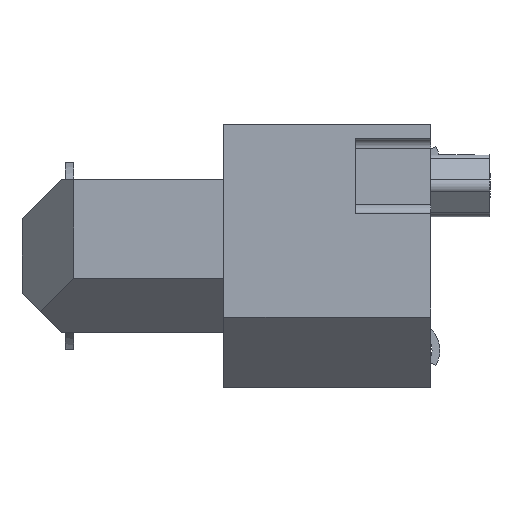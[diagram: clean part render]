
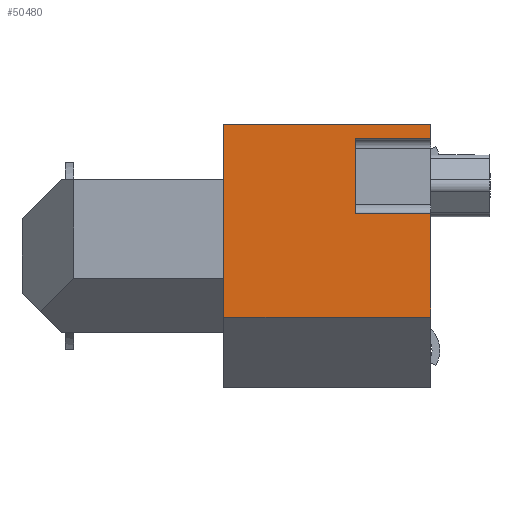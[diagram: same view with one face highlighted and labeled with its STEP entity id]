
A CAD part, left-side view. The second image highlights one B-rep face of the part: STEP entity #50480.
In plain terms, the highlighted planar face has unit normal (-1, 0, 0).
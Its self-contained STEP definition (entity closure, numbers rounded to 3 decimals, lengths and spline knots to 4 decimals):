
#1439=LINE('',#70268,#6862);
#1443=LINE('',#70280,#6866);
#1469=LINE('',#70371,#6892);
#1470=LINE('',#70373,#6893);
#1471=LINE('',#70375,#6894);
#1472=LINE('',#70377,#6895);
#1473=LINE('',#70378,#6896);
#1474=LINE('',#70380,#6897);
#6862=VECTOR('',#56959,1000.);
#6866=VECTOR('',#56967,1000.);
#6892=VECTOR('',#57035,1000.);
#6893=VECTOR('',#57036,1000.);
#6894=VECTOR('',#57037,1000.);
#6895=VECTOR('',#57038,1000.);
#6896=VECTOR('',#57039,1000.);
#6897=VECTOR('',#57040,1000.);
#12341=ORIENTED_EDGE('',*,*,#26773,.F.);
#12342=ORIENTED_EDGE('',*,*,#26721,.T.);
#12343=ORIENTED_EDGE('',*,*,#26774,.F.);
#12344=ORIENTED_EDGE('',*,*,#26775,.F.);
#12345=ORIENTED_EDGE('',*,*,#26776,.T.);
#12346=ORIENTED_EDGE('',*,*,#26727,.T.);
#12347=ORIENTED_EDGE('',*,*,#26777,.F.);
#12348=ORIENTED_EDGE('',*,*,#26778,.T.);
#26721=EDGE_CURVE('',#33938,#33937,#1439,.T.);
#26727=EDGE_CURVE('',#33944,#33943,#1443,.T.);
#26773=EDGE_CURVE('',#33938,#33988,#1469,.T.);
#26774=EDGE_CURVE('',#33989,#33937,#1470,.T.);
#26775=EDGE_CURVE('',#33990,#33989,#1471,.T.);
#26776=EDGE_CURVE('',#33990,#33944,#1472,.T.);
#26777=EDGE_CURVE('',#33991,#33943,#1473,.T.);
#26778=EDGE_CURVE('',#33991,#33988,#1474,.T.);
#33937=VERTEX_POINT('',#70267);
#33938=VERTEX_POINT('',#70269);
#33943=VERTEX_POINT('',#70279);
#33944=VERTEX_POINT('',#70281);
#33988=VERTEX_POINT('',#70372);
#33989=VERTEX_POINT('',#70374);
#33990=VERTEX_POINT('',#70376);
#33991=VERTEX_POINT('',#70379);
#39961=EDGE_LOOP('',(#12341,#12342,#12343,#12344,#12345,#12346,#12347,#12348));
#42468=FACE_BOUND('',#39961,.T.);
#44971=PLANE('',#53013);
#50480=ADVANCED_FACE('',(#42468),#44971,.F.);
#53013=AXIS2_PLACEMENT_3D('',#70370,#57033,#57034);
#56959=DIRECTION('',(0.,0.,1.));
#56967=DIRECTION('',(0.,0.,1.));
#57033=DIRECTION('',(1.,0.,0.));
#57034=DIRECTION('',(0.,0.,-1.));
#57035=DIRECTION('',(0.,1.,0.));
#57036=DIRECTION('',(0.,-1.,0.));
#57037=DIRECTION('',(0.,0.,1.));
#57038=DIRECTION('',(0.,-1.,0.));
#57039=DIRECTION('',(0.,-1.,0.));
#57040=DIRECTION('',(0.,0.,1.));
#70267=CARTESIAN_POINT('',(-15.,0.,2.8));
#70268=CARTESIAN_POINT('',(-15.,0.,-1.3));
#70269=CARTESIAN_POINT('',(-15.,0.,2.5));
#70279=CARTESIAN_POINT('',(-15.,0.,0.9));
#70280=CARTESIAN_POINT('',(-15.,0.,-1.3));
#70281=CARTESIAN_POINT('',(-15.,0.,-1.3));
#70370=CARTESIAN_POINT('',(-15.,4.405,-1.3));
#70371=CARTESIAN_POINT('',(-15.,4.405,2.5));
#70372=CARTESIAN_POINT('',(-15.,1.6,2.5));
#70373=CARTESIAN_POINT('',(-15.,4.405,2.8));
#70374=CARTESIAN_POINT('',(-15.,4.405,2.8));
#70375=CARTESIAN_POINT('',(-15.,4.405,-1.3));
#70376=CARTESIAN_POINT('',(-15.,4.405,-1.3));
#70377=CARTESIAN_POINT('',(-15.,4.405,-1.3));
#70378=CARTESIAN_POINT('',(-15.,4.405,0.9));
#70379=CARTESIAN_POINT('',(-15.,1.6,0.9));
#70380=CARTESIAN_POINT('',(-15.,1.6,-1.3));
